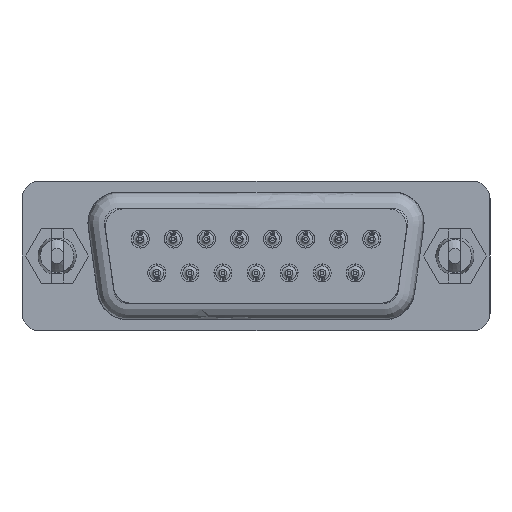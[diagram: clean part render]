
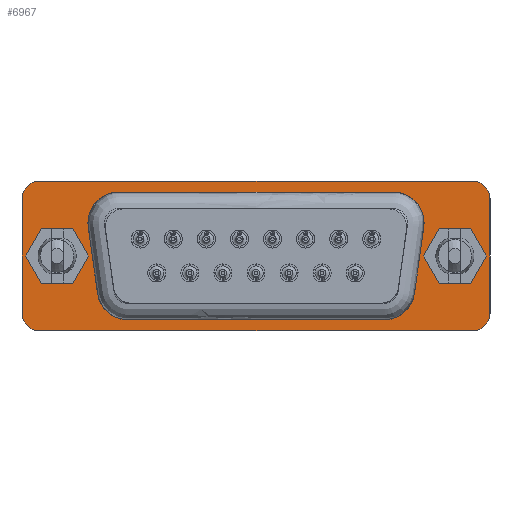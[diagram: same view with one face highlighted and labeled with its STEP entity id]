
A CAD part, front view. The second image highlights one B-rep face of the part: STEP entity #6967.
In plain terms, the highlighted planar face has unit normal (0, -1, 0).
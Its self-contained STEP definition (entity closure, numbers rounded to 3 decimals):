
#707=LINE('',#11495,#1258);
#708=LINE('',#11499,#1259);
#709=LINE('',#11503,#1260);
#710=LINE('',#11507,#1261);
#711=LINE('',#11513,#1262);
#712=LINE('',#11517,#1263);
#713=LINE('',#11521,#1264);
#714=LINE('',#11525,#1265);
#1258=VECTOR('',#9195,1000.);
#1259=VECTOR('',#9198,1000.);
#1260=VECTOR('',#9201,1000.);
#1261=VECTOR('',#9204,1000.);
#1262=VECTOR('',#9209,1000.);
#1263=VECTOR('',#9212,1000.);
#1264=VECTOR('',#9215,1000.);
#1265=VECTOR('',#9218,1000.);
#2323=ORIENTED_EDGE('',*,*,#3941,.T.);
#2324=ORIENTED_EDGE('',*,*,#3942,.T.);
#2325=ORIENTED_EDGE('',*,*,#3943,.T.);
#2326=ORIENTED_EDGE('',*,*,#3944,.T.);
#2327=ORIENTED_EDGE('',*,*,#3945,.T.);
#2328=ORIENTED_EDGE('',*,*,#3946,.T.);
#2329=ORIENTED_EDGE('',*,*,#3947,.T.);
#2330=ORIENTED_EDGE('',*,*,#3948,.T.);
#2331=ORIENTED_EDGE('',*,*,#3949,.T.);
#2332=ORIENTED_EDGE('',*,*,#3950,.F.);
#2333=ORIENTED_EDGE('',*,*,#3951,.F.);
#2334=ORIENTED_EDGE('',*,*,#3952,.F.);
#2335=ORIENTED_EDGE('',*,*,#3953,.F.);
#2336=ORIENTED_EDGE('',*,*,#3954,.F.);
#2337=ORIENTED_EDGE('',*,*,#3955,.F.);
#2338=ORIENTED_EDGE('',*,*,#3956,.F.);
#2339=ORIENTED_EDGE('',*,*,#3957,.F.);
#2340=ORIENTED_EDGE('',*,*,#3958,.T.);
#3941=EDGE_CURVE('',#4821,#4822,#5400,.T.);
#3942=EDGE_CURVE('',#4822,#4823,#707,.T.);
#3943=EDGE_CURVE('',#4823,#4824,#5401,.T.);
#3944=EDGE_CURVE('',#4824,#4825,#708,.T.);
#3945=EDGE_CURVE('',#4825,#4826,#5402,.T.);
#3946=EDGE_CURVE('',#4826,#4827,#709,.T.);
#3947=EDGE_CURVE('',#4827,#4828,#5403,.T.);
#3948=EDGE_CURVE('',#4828,#4821,#710,.T.);
#3949=EDGE_CURVE('',#4829,#4829,#5404,.T.);
#3950=EDGE_CURVE('',#4830,#4831,#5405,.T.);
#3951=EDGE_CURVE('',#4832,#4830,#711,.T.);
#3952=EDGE_CURVE('',#4833,#4832,#5406,.T.);
#3953=EDGE_CURVE('',#4834,#4833,#712,.T.);
#3954=EDGE_CURVE('',#4835,#4834,#5407,.T.);
#3955=EDGE_CURVE('',#4836,#4835,#713,.T.);
#3956=EDGE_CURVE('',#4837,#4836,#5408,.T.);
#3957=EDGE_CURVE('',#4831,#4837,#714,.T.);
#3958=EDGE_CURVE('',#4838,#4838,#5409,.T.);
#4821=VERTEX_POINT('',#11493);
#4822=VERTEX_POINT('',#11494);
#4823=VERTEX_POINT('',#11496);
#4824=VERTEX_POINT('',#11498);
#4825=VERTEX_POINT('',#11500);
#4826=VERTEX_POINT('',#11502);
#4827=VERTEX_POINT('',#11504);
#4828=VERTEX_POINT('',#11506);
#4829=VERTEX_POINT('',#11509);
#4830=VERTEX_POINT('',#11511);
#4831=VERTEX_POINT('',#11512);
#4832=VERTEX_POINT('',#11514);
#4833=VERTEX_POINT('',#11516);
#4834=VERTEX_POINT('',#11518);
#4835=VERTEX_POINT('',#11520);
#4836=VERTEX_POINT('',#11522);
#4837=VERTEX_POINT('',#11524);
#4838=VERTEX_POINT('',#11527);
#5400=CIRCLE('',#7894,2.6);
#5401=CIRCLE('',#7895,2.6);
#5402=CIRCLE('',#7896,2.6);
#5403=CIRCLE('',#7897,2.6);
#5404=CIRCLE('',#7898,1.5);
#5405=CIRCLE('',#7899,1.5);
#5406=CIRCLE('',#7900,1.5);
#5407=CIRCLE('',#7901,1.5);
#5408=CIRCLE('',#7902,1.5);
#5409=CIRCLE('',#7903,1.5);
#5763=EDGE_LOOP('',(#2323,#2324,#2325,#2326,#2327,#2328,#2329,#2330));
#5764=EDGE_LOOP('',(#2331));
#5765=EDGE_LOOP('',(#2332,#2333,#2334,#2335,#2336,#2337,#2338,#2339));
#5766=EDGE_LOOP('',(#2340));
#6337=FACE_BOUND('',#5763,.T.);
#6338=FACE_BOUND('',#5764,.T.);
#6339=FACE_BOUND('',#5765,.T.);
#6340=FACE_BOUND('',#5766,.T.);
#6718=PLANE('',#7893);
#6967=ADVANCED_FACE('',(#6337,#6338,#6339,#6340),#6718,.F.);
#7893=AXIS2_PLACEMENT_3D('',#11491,#9191,#9192);
#7894=AXIS2_PLACEMENT_3D('',#11492,#9193,#9194);
#7895=AXIS2_PLACEMENT_3D('',#11497,#9196,#9197);
#7896=AXIS2_PLACEMENT_3D('',#11501,#9199,#9200);
#7897=AXIS2_PLACEMENT_3D('',#11505,#9202,#9203);
#7898=AXIS2_PLACEMENT_3D('',#11508,#9205,#9206);
#7899=AXIS2_PLACEMENT_3D('',#11510,#9207,#9208);
#7900=AXIS2_PLACEMENT_3D('',#11515,#9210,#9211);
#7901=AXIS2_PLACEMENT_3D('',#11519,#9213,#9214);
#7902=AXIS2_PLACEMENT_3D('',#11523,#9216,#9217);
#7903=AXIS2_PLACEMENT_3D('',#11526,#9219,#9220);
#9191=DIRECTION('',(0.,1.,0.));
#9192=DIRECTION('',(0.,0.,1.));
#9193=DIRECTION('',(0.,1.,0.));
#9194=DIRECTION('',(1.,0.,0.));
#9195=DIRECTION('',(1.,0.,0.));
#9196=DIRECTION('',(0.,1.,0.));
#9197=DIRECTION('',(-1.,0.,0.));
#9198=DIRECTION('',(-0.139,0.,-0.99));
#9199=DIRECTION('',(0.,1.,0.));
#9200=DIRECTION('',(1.,0.,0.));
#9201=DIRECTION('',(-1.,0.,0.));
#9202=DIRECTION('',(0.,1.,0.));
#9203=DIRECTION('',(1.,0.,0.));
#9204=DIRECTION('',(-0.139,0.,0.99));
#9205=DIRECTION('',(0.,1.,0.));
#9206=DIRECTION('',(1.,0.,0.));
#9207=DIRECTION('',(0.,1.,0.));
#9208=DIRECTION('',(1.,0.,0.));
#9209=DIRECTION('',(0.,0.,1.));
#9210=DIRECTION('',(0.,1.,0.));
#9211=DIRECTION('',(1.,0.,0.));
#9212=DIRECTION('',(-1.,0.,0.));
#9213=DIRECTION('',(0.,1.,0.));
#9214=DIRECTION('',(1.,0.,0.));
#9215=DIRECTION('',(0.,0.,-1.));
#9216=DIRECTION('',(0.,1.,0.));
#9217=DIRECTION('',(-1.,0.,0.));
#9218=DIRECTION('',(1.,0.,0.));
#9219=DIRECTION('',(0.,1.,0.));
#9220=DIRECTION('',(1.,0.,0.));
#11491=CARTESIAN_POINT('',(-18.1,0.,4.775));
#11492=CARTESIAN_POINT('',(-11.48,0.,2.76));
#11493=CARTESIAN_POINT('',(-14.055,0.,2.398));
#11494=CARTESIAN_POINT('',(-11.48,0.,5.36));
#11495=CARTESIAN_POINT('',(-11.48,0.,5.36));
#11496=CARTESIAN_POINT('',(11.48,0.,5.36));
#11497=CARTESIAN_POINT('',(11.48,0.,2.76));
#11498=CARTESIAN_POINT('',(14.055,0.,2.398));
#11499=CARTESIAN_POINT('',(14.055,0.,2.398));
#11500=CARTESIAN_POINT('',(13.279,0.,-3.122));
#11501=CARTESIAN_POINT('',(10.704,0.,-2.76));
#11502=CARTESIAN_POINT('',(10.704,0.,-5.36));
#11503=CARTESIAN_POINT('',(10.704,0.,-5.36));
#11504=CARTESIAN_POINT('',(-10.704,0.,-5.36));
#11505=CARTESIAN_POINT('',(-10.704,0.,-2.76));
#11506=CARTESIAN_POINT('',(-13.279,0.,-3.122));
#11507=CARTESIAN_POINT('',(-13.279,0.,-3.122));
#11508=CARTESIAN_POINT('',(-16.66,0.,0.));
#11509=CARTESIAN_POINT('',(-15.16,0.,0.));
#11510=CARTESIAN_POINT('',(-18.1,0.,4.775));
#11511=CARTESIAN_POINT('',(-19.6,0.,4.775));
#11512=CARTESIAN_POINT('',(-18.1,0.,6.275));
#11513=CARTESIAN_POINT('',(-19.6,0.,-4.775));
#11514=CARTESIAN_POINT('',(-19.6,0.,-4.775));
#11515=CARTESIAN_POINT('',(-18.1,0.,-4.775));
#11516=CARTESIAN_POINT('',(-18.1,0.,-6.275));
#11517=CARTESIAN_POINT('',(18.1,0.,-6.275));
#11518=CARTESIAN_POINT('',(18.1,0.,-6.275));
#11519=CARTESIAN_POINT('',(18.1,0.,-4.775));
#11520=CARTESIAN_POINT('',(19.6,0.,-4.775));
#11521=CARTESIAN_POINT('',(19.6,0.,4.775));
#11522=CARTESIAN_POINT('',(19.6,0.,4.775));
#11523=CARTESIAN_POINT('',(18.1,0.,4.775));
#11524=CARTESIAN_POINT('',(18.1,0.,6.275));
#11525=CARTESIAN_POINT('',(-18.1,0.,6.275));
#11526=CARTESIAN_POINT('',(16.66,0.,0.));
#11527=CARTESIAN_POINT('',(18.16,0.,0.));
